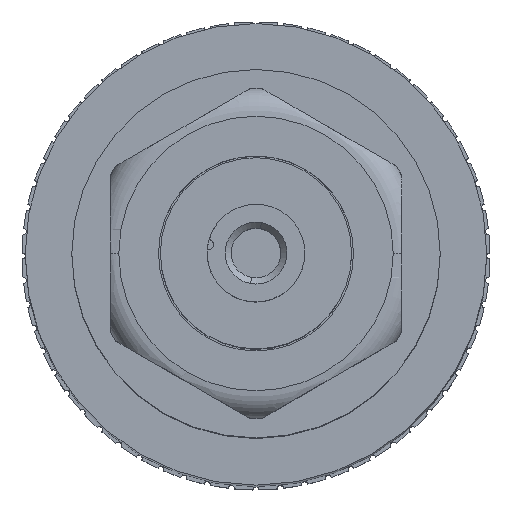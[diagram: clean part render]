
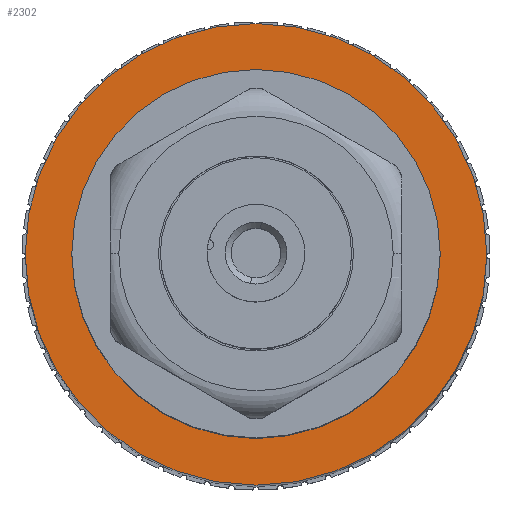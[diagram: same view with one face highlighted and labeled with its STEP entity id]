
A CAD part, top view. The second image highlights one B-rep face of the part: STEP entity #2302.
In plain terms, the highlighted planar face has unit normal (0, 0, 1).
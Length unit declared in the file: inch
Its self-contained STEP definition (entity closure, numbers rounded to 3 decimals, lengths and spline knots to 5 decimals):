
#834 = CIRCLE ( 'NONE', #9259, 0.59055 ) ;
#837 = CIRCLE ( 'NONE', #9261, 0.74 ) ;
#854 = CIRCLE ( 'NONE', #9269, 0.74 ) ;
#855 = CIRCLE ( 'NONE', #9270, 0.59055 ) ;
#1761 = CARTESIAN_POINT ( 'NONE',  ( 0., 0., 3.07 ) ) ;
#1762 = DIRECTION ( 'NONE',  ( 0., 0., 1. ) ) ;
#1763 = DIRECTION ( 'NONE',  ( 1., 0., 0. ) ) ;
#1769 = CARTESIAN_POINT ( 'NONE',  ( 0., 0., 3.07 ) ) ;
#1770 = DIRECTION ( 'NONE',  ( 0., 0., 1. ) ) ;
#1771 = DIRECTION ( 'NONE',  ( 1., 0., 0. ) ) ;
#1795 = CARTESIAN_POINT ( 'NONE',  ( 0., 0., 3.07 ) ) ;
#1796 = DIRECTION ( 'NONE',  ( 0., 0., 1. ) ) ;
#1797 = DIRECTION ( 'NONE',  ( 1., 0., 0. ) ) ;
#1798 = CARTESIAN_POINT ( 'NONE',  ( 0., 0., 3.07 ) ) ;
#1799 = DIRECTION ( 'NONE',  ( 0., 0., 1. ) ) ;
#1800 = DIRECTION ( 'NONE',  ( 1., 0., 0. ) ) ;
#2302 = ADVANCED_FACE ( 'NONE', ( #7789, #7793 ), #8255, .T. ) ;
#2923 = VERTEX_POINT ( 'NONE', #10465 ) ;
#2926 = VERTEX_POINT ( 'NONE', #10468 ) ;
#2927 = VERTEX_POINT ( 'NONE', #10469 ) ;
#2928 = VERTEX_POINT ( 'NONE', #10470 ) ;
#2940 = EDGE_LOOP ( 'NONE', ( #3817, #3819 ) ) ;
#2953 = EDGE_LOOP ( 'NONE', ( #3815, #3816 ) ) ;
#3815 = ORIENTED_EDGE ( 'NONE', *, *, #5197, .F. ) ;
#3816 = ORIENTED_EDGE ( 'NONE', *, *, #5212, .F. ) ;
#3817 = ORIENTED_EDGE ( 'NONE', *, *, #5211, .T. ) ;
#3819 = ORIENTED_EDGE ( 'NONE', *, *, #5201, .T. ) ;
#5197 = EDGE_CURVE ( 'NONE', #2923, #2926, #834, .T. ) ;
#5201 = EDGE_CURVE ( 'NONE', #2927, #2928, #837, .T. ) ;
#5211 = EDGE_CURVE ( 'NONE', #2928, #2927, #854, .T. ) ;
#5212 = EDGE_CURVE ( 'NONE', #2926, #2923, #855, .T. ) ;
#7034 = AXIS2_PLACEMENT_3D ( 'NONE', #8263, #8264, #8265 ) ;
#7789 = FACE_BOUND ( 'NONE', #2953, .T. ) ;
#7793 = FACE_OUTER_BOUND ( 'NONE', #2940, .T. ) ;
#8255 = PLANE ( 'NONE',  #7034 ) ;
#8263 = CARTESIAN_POINT ( 'NONE',  ( 0., 0., 3.07 ) ) ;
#8264 = DIRECTION ( 'NONE',  ( 0., 0., 1. ) ) ;
#8265 = DIRECTION ( 'NONE',  ( 1., 0., 0. ) ) ;
#9259 = AXIS2_PLACEMENT_3D ( 'NONE', #1761, #1762, #1763 ) ;
#9261 = AXIS2_PLACEMENT_3D ( 'NONE', #1769, #1770, #1771 ) ;
#9269 = AXIS2_PLACEMENT_3D ( 'NONE', #1795, #1796, #1797 ) ;
#9270 = AXIS2_PLACEMENT_3D ( 'NONE', #1798, #1799, #1800 ) ;
#10465 = CARTESIAN_POINT ( 'NONE',  ( 0.59055, 0., 3.07 ) ) ;
#10468 = CARTESIAN_POINT ( 'NONE',  ( -0.59055, 0., 3.07 ) ) ;
#10469 = CARTESIAN_POINT ( 'NONE',  ( 0.74, 0., 3.07 ) ) ;
#10470 = CARTESIAN_POINT ( 'NONE',  ( -0.74, 0., 3.07 ) ) ;
